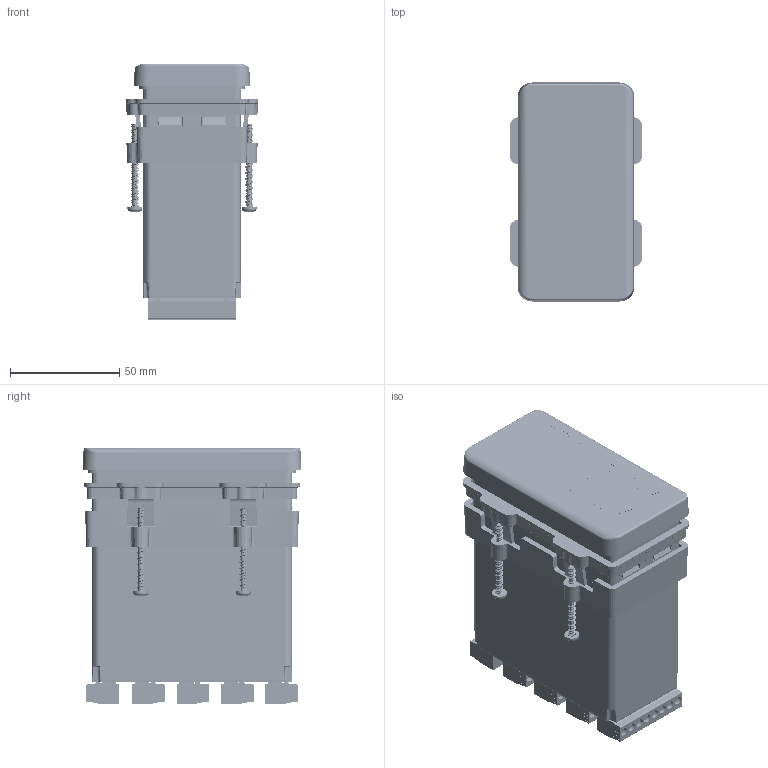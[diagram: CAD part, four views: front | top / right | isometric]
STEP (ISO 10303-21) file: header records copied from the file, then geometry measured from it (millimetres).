
FILE_DESCRIPTION (( 'STEP AP214' ), '1' );
FILE_NAME ('PM9XXXX-XAAA(P,V)WP.STEP', '2021-12-03T15:31:35', ( 'Authorized User' ), ( 'Watlow' ), 'SwSTEP 2.0', 'SolidWorks 2020', '' );
FILE_SCHEMA (( 'AUTOMOTIVE_DESIGN' ));
Length unit declared in the file: inch
Products named in the file (1): PM9XXXX-XAAA(P,V)WP
Bounding box: 60.71 x 100.33 x 117.34 mm (x, y, z)
Volume: 491328.4 mm3; surface area: 111087 mm2
Topology: 23 solids, 23 shells, 5065 faces, 13232 edges, 8525 vertices
Faces by surface type: plane 3135, cylinder 1099, bspline 557, cone 274
Entity records: 314803 total; most frequent: CARTESIAN_POINT 162449, ORIENTED_EDGE 26348, DIRECTION 19561, EDGE_CURVE 13174, VERTEX_POINT 8517, LINE 7805, VECTOR 7805, AXIS2_PLACEMENT_3D 5878
